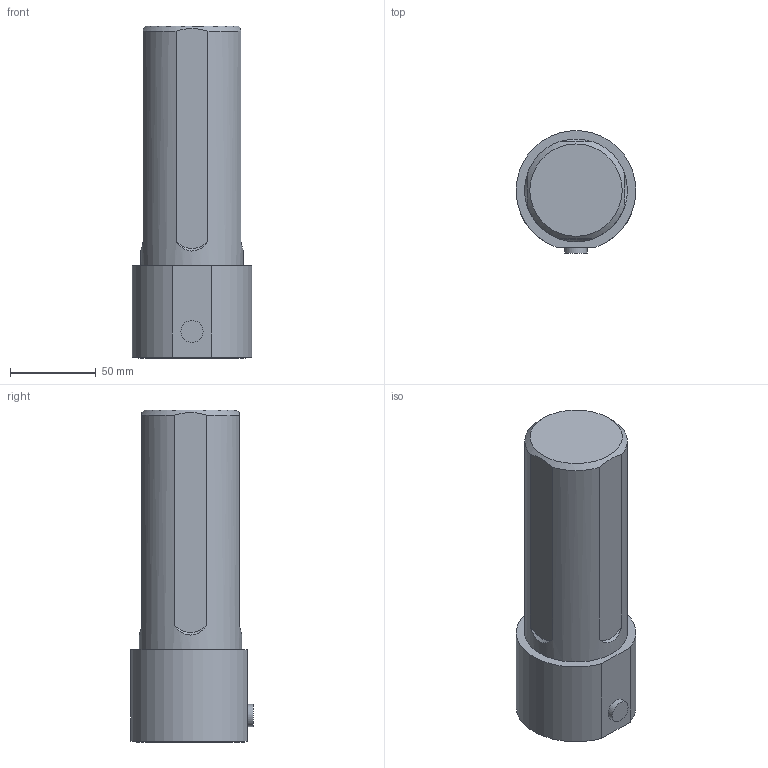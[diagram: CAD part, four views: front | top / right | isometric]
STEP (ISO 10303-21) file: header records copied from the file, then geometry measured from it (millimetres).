
FILE_DESCRIPTION(/* description */ (''),/* implementation_level */ '2;1');
FILE_NAME(/* name */ '1522909270479.stp',/* time_stamp */ '2018-04-05T08:21:26+02:00',/* author */ (''),/* organization */ ('SMS'),/* preprocessor_version */ 'ST-DEVELOPER v15',/* originating_system */ 'SIEMENS PLM Software NX 8.5',/* authorisation */ '');
FILE_SCHEMA (('AUTOMOTIVE_DESIGN { 1 0 10303 214 3 1 1 1 }'));
Length unit declared in the file: millimetre
Products named in the file (1): mod000000000000000020083851200000
Bounding box: 69.94 x 71.37 x 194 mm (x, y, z)
Volume: 536738.6 mm3; surface area: 50528.7 mm2
Topology: 1 solids, 1 shells, 26 faces, 60 edges, 40 vertices
Faces by surface type: plane 11, cone 11, cylinder 4
Full cylindrical faces by diameter (mm): 13 x1, 59.975 x1, 63 x1
Entity records: 805 total; most frequent: CARTESIAN_POINT 178, DIRECTION 134, ORIENTED_EDGE 108, AXIS2_PLACEMENT_3D 58, EDGE_CURVE 54, VERTEX_POINT 38, EDGE_LOOP 34, CIRCLE 28
